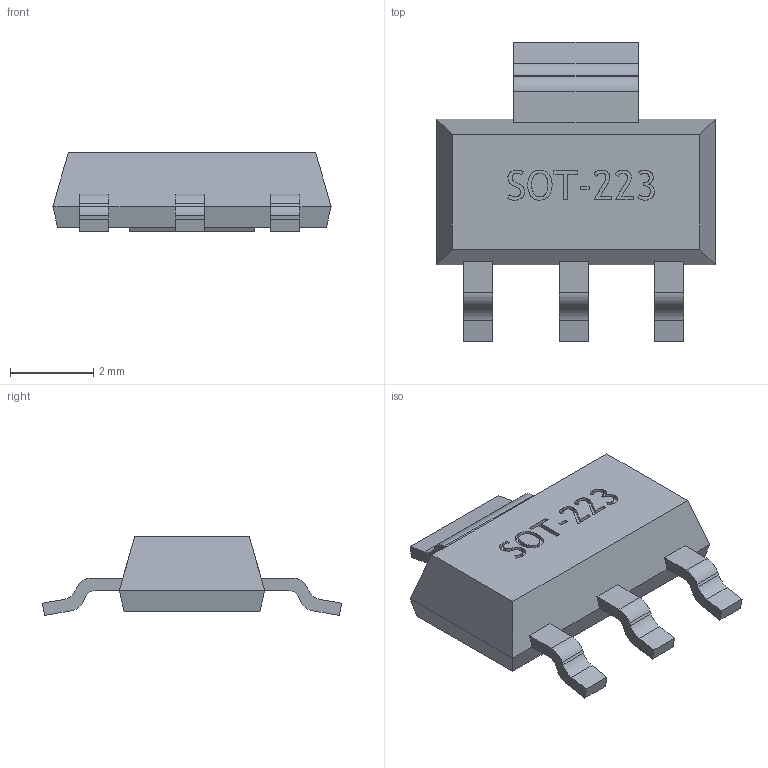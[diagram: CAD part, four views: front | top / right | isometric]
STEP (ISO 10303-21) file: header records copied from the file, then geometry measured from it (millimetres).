
FILE_DESCRIPTION(('FreeCAD Model'),'2;1');
FILE_NAME( 'SOT223.STEP', '2015-12-18T00:06:18',('Author'),(''), 'Open CASCADE STEP processor 6.8','FreeCAD','Unknown');
FILE_SCHEMA(('AUTOMOTIVE_DESIGN_CC2 { 1 2 10303 214 -1 1 5 4 }'));
Length unit declared in the file: millimetre
Products named in the file (2): ASSEMBLY; Fusion
Assembly tree (1 placements, depth 2):
  ASSEMBLY
    Fusion
Bounding box: 6.7 x 7.2 x 1.9 mm (x, y, z)
Volume: 40.1 mm3; surface area: 101.6 mm2
Topology: 1 solids, 1 shells, 149 faces, 405 edges, 266 vertices
Faces by surface type: plane 89, bspline 44, cylinder 16
Entity records: 24514 total; most frequent: CARTESIAN_POINT 16184, DIRECTION 1035, ORIENTED_EDGE 810, PCURVE 810, DEFINITIONAL_REPRESENTATION 810, LINE 735, VECTOR 735, B_SPLINE_CURVE_WITH_KNOTS 416
